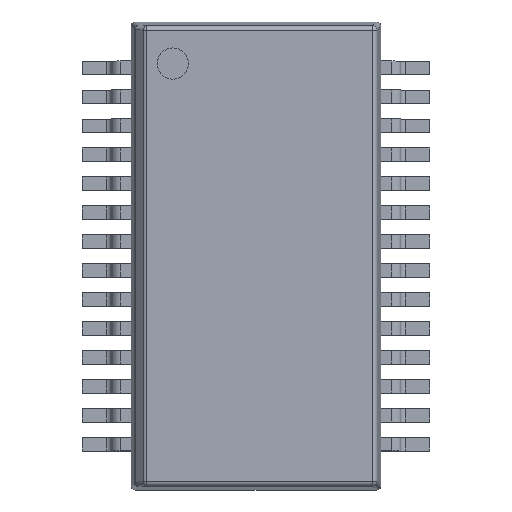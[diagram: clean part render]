
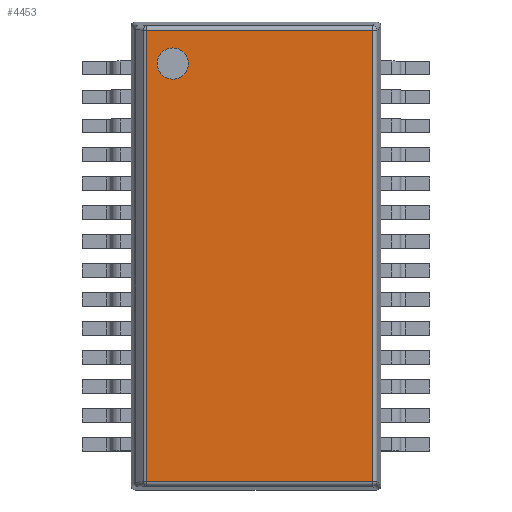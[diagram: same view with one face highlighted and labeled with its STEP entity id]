
A CAD part, top view. The second image highlights one B-rep face of the part: STEP entity #4453.
In plain terms, the highlighted planar face has unit normal (0, 0, 1).
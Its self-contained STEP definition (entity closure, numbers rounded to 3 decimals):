
#3494 = CYLINDRICAL_SURFACE('',#3495,0.1);
#3495 = AXIS2_PLACEMENT_3D('',#3496,#3497,#3498);
#3496 = CARTESIAN_POINT('',(0.3,0.187,1.9));
#3497 = DIRECTION('',(1.,0.,0.));
#3498 = DIRECTION('',(0.,-0.995,0.105));
#3643 = CYLINDRICAL_SURFACE('',#3644,0.1);
#3644 = AXIS2_PLACEMENT_3D('',#3645,#3646,#3647);
#3645 = CARTESIAN_POINT('',(0.3,10.313,1.9));
#3646 = DIRECTION('',(1.,0.,0.));
#3647 = DIRECTION('',(0.,0.995,0.105));
#3719 = CYLINDRICAL_SURFACE('',#3720,0.1);
#3720 = AXIS2_PLACEMENT_3D('',#3721,#3722,#3723);
#3721 = CARTESIAN_POINT('',(5.413,0.097,1.9));
#3722 = DIRECTION('',(0.,1.,0.));
#3723 = DIRECTION('',(0.995,0.,0.105));
#4023 = VERTEX_POINT('',#4024);
#4024 = CARTESIAN_POINT('',(0.341,0.187,2.));
#4061 = EDGE_CURVE('',#4023,#4062,#4064,.T.);
#4062 = VERTEX_POINT('',#4063);
#4063 = CARTESIAN_POINT('',(5.413,0.187,2.));
#4064 = SURFACE_CURVE('',#4065,(#4069,#4076),.PCURVE_S1.);
#4065 = LINE('',#4066,#4067);
#4066 = CARTESIAN_POINT('',(0.3,0.187,2.));
#4067 = VECTOR('',#4068,1.);
#4068 = DIRECTION('',(1.,0.,0.));
#4069 = PCURVE('',#3494,#4070);
#4070 = DEFINITIONAL_REPRESENTATION('',(#4071),#4075);
#4071 = LINE('',#4072,#4073);
#4072 = CARTESIAN_POINT('',(-1.466,0.));
#4073 = VECTOR('',#4074,1.);
#4074 = DIRECTION('',(0.,1.));
#4075 = ( GEOMETRIC_REPRESENTATION_CONTEXT(2) 
PARAMETRIC_REPRESENTATION_CONTEXT() REPRESENTATION_CONTEXT('2D SPACE',''
  ) );
#4076 = PCURVE('',#4077,#4082);
#4077 = PLANE('',#4078);
#4078 = AXIS2_PLACEMENT_3D('',#4079,#4080,#4081);
#4079 = CARTESIAN_POINT('',(0.,0.,2.));
#4080 = DIRECTION('',(0.,0.,1.));
#4081 = DIRECTION('',(1.,0.,0.));
#4082 = DEFINITIONAL_REPRESENTATION('',(#4083),#4087);
#4083 = LINE('',#4084,#4085);
#4084 = CARTESIAN_POINT('',(0.3,0.187));
#4085 = VECTOR('',#4086,1.);
#4086 = DIRECTION('',(1.,0.));
#4087 = ( GEOMETRIC_REPRESENTATION_CONTEXT(2) 
PARAMETRIC_REPRESENTATION_CONTEXT() REPRESENTATION_CONTEXT('2D SPACE',''
  ) );
#4225 = VERTEX_POINT('',#4226);
#4226 = CARTESIAN_POINT('',(0.341,10.313,2.));
#4263 = EDGE_CURVE('',#4225,#4264,#4266,.T.);
#4264 = VERTEX_POINT('',#4265);
#4265 = CARTESIAN_POINT('',(5.413,10.313,2.));
#4266 = SURFACE_CURVE('',#4267,(#4271,#4278),.PCURVE_S1.);
#4267 = LINE('',#4268,#4269);
#4268 = CARTESIAN_POINT('',(0.3,10.313,2.));
#4269 = VECTOR('',#4270,1.);
#4270 = DIRECTION('',(1.,0.,0.));
#4271 = PCURVE('',#3643,#4272);
#4272 = DEFINITIONAL_REPRESENTATION('',(#4273),#4277);
#4273 = LINE('',#4274,#4275);
#4274 = CARTESIAN_POINT('',(1.466,0.));
#4275 = VECTOR('',#4276,1.);
#4276 = DIRECTION('',(0.,1.));
#4277 = ( GEOMETRIC_REPRESENTATION_CONTEXT(2) 
PARAMETRIC_REPRESENTATION_CONTEXT() REPRESENTATION_CONTEXT('2D SPACE',''
  ) );
#4278 = PCURVE('',#4077,#4279);
#4279 = DEFINITIONAL_REPRESENTATION('',(#4280),#4284);
#4280 = LINE('',#4281,#4282);
#4281 = CARTESIAN_POINT('',(0.3,10.313));
#4282 = VECTOR('',#4283,1.);
#4283 = DIRECTION('',(1.,0.));
#4284 = ( GEOMETRIC_REPRESENTATION_CONTEXT(2) 
PARAMETRIC_REPRESENTATION_CONTEXT() REPRESENTATION_CONTEXT('2D SPACE',''
  ) );
#4338 = EDGE_CURVE('',#4062,#4264,#4339,.T.);
#4339 = SURFACE_CURVE('',#4340,(#4344,#4351),.PCURVE_S1.);
#4340 = LINE('',#4341,#4342);
#4341 = CARTESIAN_POINT('',(5.413,0.097,2.));
#4342 = VECTOR('',#4343,1.);
#4343 = DIRECTION('',(0.,1.,0.));
#4344 = PCURVE('',#3719,#4345);
#4345 = DEFINITIONAL_REPRESENTATION('',(#4346),#4350);
#4346 = LINE('',#4347,#4348);
#4347 = CARTESIAN_POINT('',(-1.466,0.));
#4348 = VECTOR('',#4349,1.);
#4349 = DIRECTION('',(0.,1.));
#4350 = ( GEOMETRIC_REPRESENTATION_CONTEXT(2) 
PARAMETRIC_REPRESENTATION_CONTEXT() REPRESENTATION_CONTEXT('2D SPACE',''
  ) );
#4351 = PCURVE('',#4077,#4352);
#4352 = DEFINITIONAL_REPRESENTATION('',(#4353),#4357);
#4353 = LINE('',#4354,#4355);
#4354 = CARTESIAN_POINT('',(5.413,0.097));
#4355 = VECTOR('',#4356,1.);
#4356 = DIRECTION('',(0.,1.));
#4357 = ( GEOMETRIC_REPRESENTATION_CONTEXT(2) 
PARAMETRIC_REPRESENTATION_CONTEXT() REPRESENTATION_CONTEXT('2D SPACE',''
  ) );
#4410 = CYLINDRICAL_SURFACE('',#4411,0.1);
#4411 = AXIS2_PLACEMENT_3D('',#4412,#4413,#4414);
#4412 = CARTESIAN_POINT('',(0.341,0.097,1.9));
#4413 = DIRECTION('',(0.,1.,0.));
#4414 = DIRECTION('',(-0.707,0.,0.707));
#4453 = ADVANCED_FACE('',(#4454,#4480),#4077,.T.);
#4454 = FACE_BOUND('',#4455,.T.);
#4455 = EDGE_LOOP('',(#4456,#4457,#4478,#4479));
#4456 = ORIENTED_EDGE('',*,*,#4263,.F.);
#4457 = ORIENTED_EDGE('',*,*,#4458,.F.);
#4458 = EDGE_CURVE('',#4023,#4225,#4459,.T.);
#4459 = SURFACE_CURVE('',#4460,(#4464,#4471),.PCURVE_S1.);
#4460 = LINE('',#4461,#4462);
#4461 = CARTESIAN_POINT('',(0.341,0.097,2.));
#4462 = VECTOR('',#4463,1.);
#4463 = DIRECTION('',(0.,1.,0.));
#4464 = PCURVE('',#4077,#4465);
#4465 = DEFINITIONAL_REPRESENTATION('',(#4466),#4470);
#4466 = LINE('',#4467,#4468);
#4467 = CARTESIAN_POINT('',(0.341,0.097));
#4468 = VECTOR('',#4469,1.);
#4469 = DIRECTION('',(0.,1.));
#4470 = ( GEOMETRIC_REPRESENTATION_CONTEXT(2) 
PARAMETRIC_REPRESENTATION_CONTEXT() REPRESENTATION_CONTEXT('2D SPACE',''
  ) );
#4471 = PCURVE('',#4410,#4472);
#4472 = DEFINITIONAL_REPRESENTATION('',(#4473),#4477);
#4473 = LINE('',#4474,#4475);
#4474 = CARTESIAN_POINT('',(0.785,0.));
#4475 = VECTOR('',#4476,1.);
#4476 = DIRECTION('',(0.,1.));
#4477 = ( GEOMETRIC_REPRESENTATION_CONTEXT(2) 
PARAMETRIC_REPRESENTATION_CONTEXT() REPRESENTATION_CONTEXT('2D SPACE',''
  ) );
#4478 = ORIENTED_EDGE('',*,*,#4061,.T.);
#4479 = ORIENTED_EDGE('',*,*,#4338,.T.);
#4480 = FACE_BOUND('',#4481,.T.);
#4481 = EDGE_LOOP('',(#4482));
#4482 = ORIENTED_EDGE('',*,*,#4483,.F.);
#4483 = EDGE_CURVE('',#4484,#4484,#4486,.T.);
#4484 = VERTEX_POINT('',#4485);
#4485 = CARTESIAN_POINT('',(1.283,9.567,2.));
#4486 = SURFACE_CURVE('',#4487,(#4492,#4499),.PCURVE_S1.);
#4487 = CIRCLE('',#4488,0.35);
#4488 = AXIS2_PLACEMENT_3D('',#4489,#4490,#4491);
#4489 = CARTESIAN_POINT('',(0.933,9.567,2.));
#4490 = DIRECTION('',(0.,0.,1.));
#4491 = DIRECTION('',(1.,0.,0.));
#4492 = PCURVE('',#4077,#4493);
#4493 = DEFINITIONAL_REPRESENTATION('',(#4494),#4498);
#4494 = CIRCLE('',#4495,0.35);
#4495 = AXIS2_PLACEMENT_2D('',#4496,#4497);
#4496 = CARTESIAN_POINT('',(0.933,9.567));
#4497 = DIRECTION('',(1.,0.));
#4498 = ( GEOMETRIC_REPRESENTATION_CONTEXT(2) 
PARAMETRIC_REPRESENTATION_CONTEXT() REPRESENTATION_CONTEXT('2D SPACE',''
  ) );
#4499 = PCURVE('',#4500,#4505);
#4500 = CYLINDRICAL_SURFACE('',#4501,0.35);
#4501 = AXIS2_PLACEMENT_3D('',#4502,#4503,#4504);
#4502 = CARTESIAN_POINT('',(0.933,9.567,1.9));
#4503 = DIRECTION('',(0.,0.,1.));
#4504 = DIRECTION('',(1.,0.,0.));
#4505 = DEFINITIONAL_REPRESENTATION('',(#4506),#4510);
#4506 = LINE('',#4507,#4508);
#4507 = CARTESIAN_POINT('',(0.,0.1));
#4508 = VECTOR('',#4509,1.);
#4509 = DIRECTION('',(1.,0.));
#4510 = ( GEOMETRIC_REPRESENTATION_CONTEXT(2) 
PARAMETRIC_REPRESENTATION_CONTEXT() REPRESENTATION_CONTEXT('2D SPACE',''
  ) );
